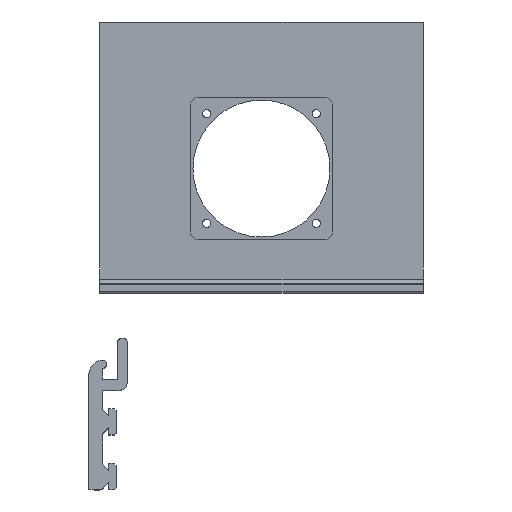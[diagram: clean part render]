
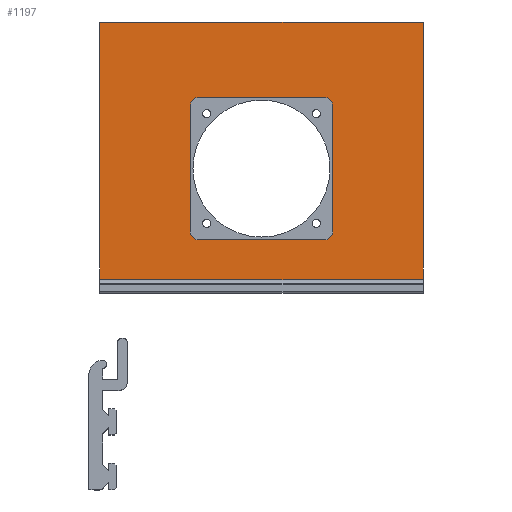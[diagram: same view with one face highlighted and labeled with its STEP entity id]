
A CAD part, top view. The second image highlights one B-rep face of the part: STEP entity #1197.
In plain terms, the highlighted planar face has unit normal (0, 0, 1).
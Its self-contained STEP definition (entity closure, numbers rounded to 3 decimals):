
#18=FACE_BOUND('',#186,.T.);
#64=PLANE('',#1302);
#120=FACE_OUTER_BOUND('',#185,.T.);
#185=EDGE_LOOP('',(#1062,#1063,#1064,#1065,#1066,#1067));
#186=EDGE_LOOP('',(#1068,#1069,#1070,#1071,#1072,#1073,#1074,#1075));
#293=LINE('',#1865,#425);
#298=LINE('',#1880,#430);
#303=LINE('',#1893,#435);
#308=LINE('',#1911,#440);
#311=LINE('',#1920,#443);
#316=LINE('',#1949,#448);
#317=LINE('',#1951,#449);
#318=LINE('',#1953,#450);
#319=LINE('',#1954,#451);
#320=LINE('',#1955,#452);
#425=VECTOR('',#1512,10.);
#430=VECTOR('',#1525,10.);
#435=VECTOR('',#1538,10.);
#440=VECTOR('',#1557,10.);
#443=VECTOR('',#1568,10.);
#448=VECTOR('',#1601,10.);
#449=VECTOR('',#1602,10.);
#450=VECTOR('',#1603,10.);
#451=VECTOR('',#1604,10.);
#452=VECTOR('',#1605,10.);
#479=CIRCLE('',#1276,3.);
#481=CIRCLE('',#1280,3.);
#483=CIRCLE('',#1283,3.);
#485=CIRCLE('',#1287,3.);
#573=VERTEX_POINT('',#1862);
#574=VERTEX_POINT('',#1864);
#579=VERTEX_POINT('',#1877);
#580=VERTEX_POINT('',#1879);
#582=VERTEX_POINT('',#1885);
#584=VERTEX_POINT('',#1891);
#586=VERTEX_POINT('',#1897);
#588=VERTEX_POINT('',#1903);
#590=VERTEX_POINT('',#1909);
#592=VERTEX_POINT('',#1915);
#601=VERTEX_POINT('',#1947);
#602=VERTEX_POINT('',#1948);
#603=VERTEX_POINT('',#1950);
#604=VERTEX_POINT('',#1952);
#722=EDGE_CURVE('',#573,#574,#293,.T.);
#729=EDGE_CURVE('',#580,#579,#298,.T.);
#733=EDGE_CURVE('',#582,#579,#479,.T.);
#736=EDGE_CURVE('',#582,#584,#303,.T.);
#739=EDGE_CURVE('',#586,#584,#481,.T.);
#741=EDGE_CURVE('',#580,#588,#483,.T.);
#745=EDGE_CURVE('',#586,#590,#308,.T.);
#748=EDGE_CURVE('',#592,#590,#485,.T.);
#750=EDGE_CURVE('',#592,#588,#311,.T.);
#763=EDGE_CURVE('',#601,#602,#316,.T.);
#764=EDGE_CURVE('',#602,#603,#317,.T.);
#765=EDGE_CURVE('',#603,#604,#318,.T.);
#766=EDGE_CURVE('',#574,#604,#319,.T.);
#767=EDGE_CURVE('',#601,#573,#320,.T.);
#1062=ORIENTED_EDGE('',*,*,#763,.T.);
#1063=ORIENTED_EDGE('',*,*,#764,.T.);
#1064=ORIENTED_EDGE('',*,*,#765,.T.);
#1065=ORIENTED_EDGE('',*,*,#766,.F.);
#1066=ORIENTED_EDGE('',*,*,#722,.F.);
#1067=ORIENTED_EDGE('',*,*,#767,.F.);
#1068=ORIENTED_EDGE('',*,*,#750,.T.);
#1069=ORIENTED_EDGE('',*,*,#741,.F.);
#1070=ORIENTED_EDGE('',*,*,#729,.T.);
#1071=ORIENTED_EDGE('',*,*,#733,.F.);
#1072=ORIENTED_EDGE('',*,*,#736,.T.);
#1073=ORIENTED_EDGE('',*,*,#739,.F.);
#1074=ORIENTED_EDGE('',*,*,#745,.T.);
#1075=ORIENTED_EDGE('',*,*,#748,.F.);
#1197=ADVANCED_FACE('',(#120,#18),#64,.T.);
#1276=AXIS2_PLACEMENT_3D('',#1887,#1532,#1533);
#1280=AXIS2_PLACEMENT_3D('',#1899,#1544,#1545);
#1283=AXIS2_PLACEMENT_3D('',#1904,#1550,#1551);
#1287=AXIS2_PLACEMENT_3D('',#1917,#1563,#1564);
#1302=AXIS2_PLACEMENT_3D('',#1946,#1599,#1600);
#1512=DIRECTION('',(1.,0.,0.));
#1525=DIRECTION('',(0.,-1.,0.));
#1532=DIRECTION('center_axis',(0.,0.,1.));
#1533=DIRECTION('ref_axis',(0.707,-0.707,0.));
#1538=DIRECTION('',(-1.,0.,0.));
#1544=DIRECTION('center_axis',(0.,0.,1.));
#1545=DIRECTION('ref_axis',(-0.707,-0.707,0.));
#1550=DIRECTION('center_axis',(0.,0.,1.));
#1551=DIRECTION('ref_axis',(0.707,0.707,0.));
#1557=DIRECTION('',(0.,1.,0.));
#1563=DIRECTION('center_axis',(0.,0.,1.));
#1564=DIRECTION('ref_axis',(-0.707,0.707,0.));
#1568=DIRECTION('',(1.,0.,0.));
#1599=DIRECTION('center_axis',(0.,0.,1.));
#1600=DIRECTION('ref_axis',(0.,1.,0.));
#1601=DIRECTION('',(0.,-1.,0.));
#1602=DIRECTION('',(1.,0.,0.));
#1603=DIRECTION('',(0.,1.,0.));
#1604=DIRECTION('',(0.,-1.,0.));
#1605=DIRECTION('',(0.,1.,0.));
#1862=CARTESIAN_POINT('',(-30.,166.,28.));
#1864=CARTESIAN_POINT('',(88.,166.,28.));
#1865=CARTESIAN_POINT('',(44.,166.,28.));
#1877=CARTESIAN_POINT('',(55.,89.5,28.));
#1879=CARTESIAN_POINT('',(55.,135.5,28.));
#1880=CARTESIAN_POINT('',(55.,69.,28.));
#1885=CARTESIAN_POINT('',(52.,86.5,28.));
#1887=CARTESIAN_POINT('Origin',(52.,89.5,28.));
#1891=CARTESIAN_POINT('',(6.,86.5,28.));
#1893=CARTESIAN_POINT('',(56.75,86.5,28.));
#1897=CARTESIAN_POINT('',(3.,89.5,28.));
#1899=CARTESIAN_POINT('Origin',(6.,89.5,28.));
#1903=CARTESIAN_POINT('',(52.,138.5,28.));
#1904=CARTESIAN_POINT('Origin',(52.,135.5,28.));
#1909=CARTESIAN_POINT('',(3.,135.5,28.));
#1911=CARTESIAN_POINT('',(3.,89.5,28.));
#1915=CARTESIAN_POINT('',(6.,138.5,28.));
#1917=CARTESIAN_POINT('Origin',(6.,135.5,28.));
#1920=CARTESIAN_POINT('',(31.25,138.5,28.));
#1946=CARTESIAN_POINT('Origin',(59.,72.001,28.));
#1947=CARTESIAN_POINT('',(-30.,77.,28.));
#1948=CARTESIAN_POINT('',(-30.,72.001,28.));
#1949=CARTESIAN_POINT('',(-30.,94.507,28.));
#1950=CARTESIAN_POINT('',(88.,72.001,28.));
#1951=CARTESIAN_POINT('',(59.,72.001,28.));
#1952=CARTESIAN_POINT('',(88.,77.,28.));
#1953=CARTESIAN_POINT('',(88.,94.507,28.));
#1954=CARTESIAN_POINT('',(88.,122.757,28.));
#1955=CARTESIAN_POINT('',(-30.,122.757,28.));
